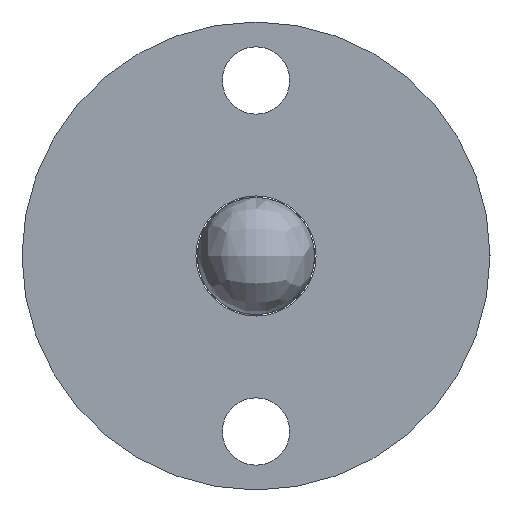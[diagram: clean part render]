
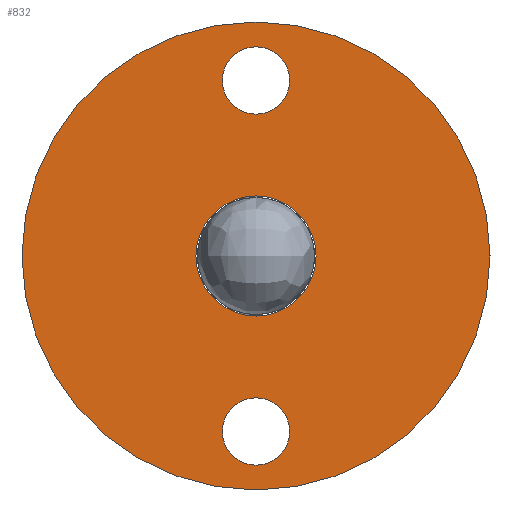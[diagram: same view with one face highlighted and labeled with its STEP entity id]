
A CAD part, left-side view. The second image highlights one B-rep face of the part: STEP entity #832.
In plain terms, the highlighted planar face has unit normal (-1, 0, 0).
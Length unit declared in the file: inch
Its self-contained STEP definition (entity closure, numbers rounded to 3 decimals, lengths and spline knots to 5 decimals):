
#2 = CARTESIAN_POINT ( 'NONE',  ( 12., 0., -0.375 ) ) ;
#25 = VERTEX_POINT ( 'NONE', #452 ) ;
#121 = CARTESIAN_POINT ( 'NONE',  ( 12., 0.12825, 0. ) ) ;
#162 = CARTESIAN_POINT ( 'NONE',  ( 12., -0.072, 0.375 ) ) ;
#237 = CARTESIAN_POINT ( 'NONE',  ( 12., 0., 0.375 ) ) ;
#273 = AXIS2_PLACEMENT_3D ( 'NONE', #2, #1221, #730 ) ;
#279 = CARTESIAN_POINT ( 'NONE',  ( 12., 0.5, 0. ) ) ;
#289 = AXIS2_PLACEMENT_3D ( 'NONE', #1269, #2128, #1417 ) ;
#317 = VERTEX_POINT ( 'NONE', #508 ) ;
#352 = CARTESIAN_POINT ( 'NONE',  ( 12., 0., 0. ) ) ;
#362 = ORIENTED_EDGE ( 'NONE', *, *, #1697, .T. ) ;
#401 = EDGE_LOOP ( 'NONE', ( #1191, #1971 ) ) ;
#419 = VERTEX_POINT ( 'NONE', #2161 ) ;
#452 = CARTESIAN_POINT ( 'NONE',  ( 12., 0.072, -0.375 ) ) ;
#465 = DIRECTION ( 'NONE',  ( 0., 1., 0. ) ) ;
#505 = DIRECTION ( 'NONE',  ( 0., 1., 0. ) ) ;
#508 = CARTESIAN_POINT ( 'NONE',  ( 12., -0.5, 0. ) ) ;
#525 = CIRCLE ( 'NONE', #1685, 0.12825 ) ;
#539 = CIRCLE ( 'NONE', #1602, 0.072 ) ;
#548 = AXIS2_PLACEMENT_3D ( 'NONE', #959, #2170, #1312 ) ;
#553 = DIRECTION ( 'NONE',  ( -1., 0., 0. ) ) ;
#555 = VERTEX_POINT ( 'NONE', #1989 ) ;
#565 = CIRCLE ( 'NONE', #1974, 0.5 ) ;
#594 = CARTESIAN_POINT ( 'NONE',  ( 12., 0., 0.375 ) ) ;
#598 = CIRCLE ( 'NONE', #1290, 0.072 ) ;
#624 = DIRECTION ( 'NONE',  ( 0., 1., 0. ) ) ;
#671 = CIRCLE ( 'NONE', #548, 0.5 ) ;
#730 = DIRECTION ( 'NONE',  ( 0., 1., 0. ) ) ;
#731 = VERTEX_POINT ( 'NONE', #121 ) ;
#741 = EDGE_CURVE ( 'NONE', #25, #1219, #539, .T. ) ;
#745 = DIRECTION ( 'NONE',  ( 0., 1., 0. ) ) ;
#795 = EDGE_CURVE ( 'NONE', #1964, #317, #565, .T. ) ;
#832 = ADVANCED_FACE ( 'NONE', ( #1505, #1300, #2005, #1050 ), #905, .T. ) ;
#839 = DIRECTION ( 'NONE',  ( 1., 0., 0. ) ) ;
#874 = EDGE_LOOP ( 'NONE', ( #1700, #362 ) ) ;
#879 = EDGE_LOOP ( 'NONE', ( #1523, #1742 ) ) ;
#905 = PLANE ( 'NONE',  #289 ) ;
#922 = DIRECTION ( 'NONE',  ( 1., 0., 0. ) ) ;
#956 = CIRCLE ( 'NONE', #1103, 0.12825 ) ;
#959 = CARTESIAN_POINT ( 'NONE',  ( 12., 0., 0. ) ) ;
#997 = EDGE_CURVE ( 'NONE', #317, #1964, #671, .T. ) ;
#1050 = FACE_OUTER_BOUND ( 'NONE', #879, .T. ) ;
#1058 = EDGE_LOOP ( 'NONE', ( #1448, #1907 ) ) ;
#1103 = AXIS2_PLACEMENT_3D ( 'NONE', #352, #839, #1736 ) ;
#1161 = CARTESIAN_POINT ( 'NONE',  ( 12., 0., 0. ) ) ;
#1176 = DIRECTION ( 'NONE',  ( 1., 0., 0. ) ) ;
#1191 = ORIENTED_EDGE ( 'NONE', *, *, #2154, .T. ) ;
#1219 = VERTEX_POINT ( 'NONE', #2093 ) ;
#1221 = DIRECTION ( 'NONE',  ( 1., 0., 0. ) ) ;
#1269 = CARTESIAN_POINT ( 'NONE',  ( 12., 0., 0. ) ) ;
#1290 = AXIS2_PLACEMENT_3D ( 'NONE', #594, #922, #1435 ) ;
#1300 = FACE_BOUND ( 'NONE', #1058, .T. ) ;
#1312 = DIRECTION ( 'NONE',  ( 0., 1., 0. ) ) ;
#1340 = CIRCLE ( 'NONE', #1544, 0.072 ) ;
#1417 = DIRECTION ( 'NONE',  ( 0., -1., 0. ) ) ;
#1435 = DIRECTION ( 'NONE',  ( 0., 1., 0. ) ) ;
#1439 = CARTESIAN_POINT ( 'NONE',  ( 12., 0., 0. ) ) ;
#1448 = ORIENTED_EDGE ( 'NONE', *, *, #1844, .T. ) ;
#1505 = FACE_BOUND ( 'NONE', #401, .T. ) ;
#1523 = ORIENTED_EDGE ( 'NONE', *, *, #795, .T. ) ;
#1544 = AXIS2_PLACEMENT_3D ( 'NONE', #237, #1647, #624 ) ;
#1602 = AXIS2_PLACEMENT_3D ( 'NONE', #2247, #2056, #505 ) ;
#1647 = DIRECTION ( 'NONE',  ( 1., 0., 0. ) ) ;
#1685 = AXIS2_PLACEMENT_3D ( 'NONE', #1161, #1176, #465 ) ;
#1697 = EDGE_CURVE ( 'NONE', #1219, #25, #2135, .T. ) ;
#1700 = ORIENTED_EDGE ( 'NONE', *, *, #741, .T. ) ;
#1736 = DIRECTION ( 'NONE',  ( 0., 1., 0. ) ) ;
#1739 = EDGE_CURVE ( 'NONE', #2034, #419, #598, .T. ) ;
#1742 = ORIENTED_EDGE ( 'NONE', *, *, #997, .T. ) ;
#1844 = EDGE_CURVE ( 'NONE', #419, #2034, #1340, .T. ) ;
#1907 = ORIENTED_EDGE ( 'NONE', *, *, #1739, .T. ) ;
#1964 = VERTEX_POINT ( 'NONE', #279 ) ;
#1971 = ORIENTED_EDGE ( 'NONE', *, *, #2243, .T. ) ;
#1974 = AXIS2_PLACEMENT_3D ( 'NONE', #1439, #553, #745 ) ;
#1989 = CARTESIAN_POINT ( 'NONE',  ( 12., -0.12825, 0. ) ) ;
#2005 = FACE_BOUND ( 'NONE', #874, .T. ) ;
#2034 = VERTEX_POINT ( 'NONE', #162 ) ;
#2056 = DIRECTION ( 'NONE',  ( 1., 0., 0. ) ) ;
#2093 = CARTESIAN_POINT ( 'NONE',  ( 12., -0.072, -0.375 ) ) ;
#2128 = DIRECTION ( 'NONE',  ( -1., 0., 0. ) ) ;
#2135 = CIRCLE ( 'NONE', #273, 0.072 ) ;
#2154 = EDGE_CURVE ( 'NONE', #731, #555, #525, .T. ) ;
#2161 = CARTESIAN_POINT ( 'NONE',  ( 12., 0.072, 0.375 ) ) ;
#2170 = DIRECTION ( 'NONE',  ( -1., 0., 0. ) ) ;
#2243 = EDGE_CURVE ( 'NONE', #555, #731, #956, .T. ) ;
#2247 = CARTESIAN_POINT ( 'NONE',  ( 12., 0., -0.375 ) ) ;
